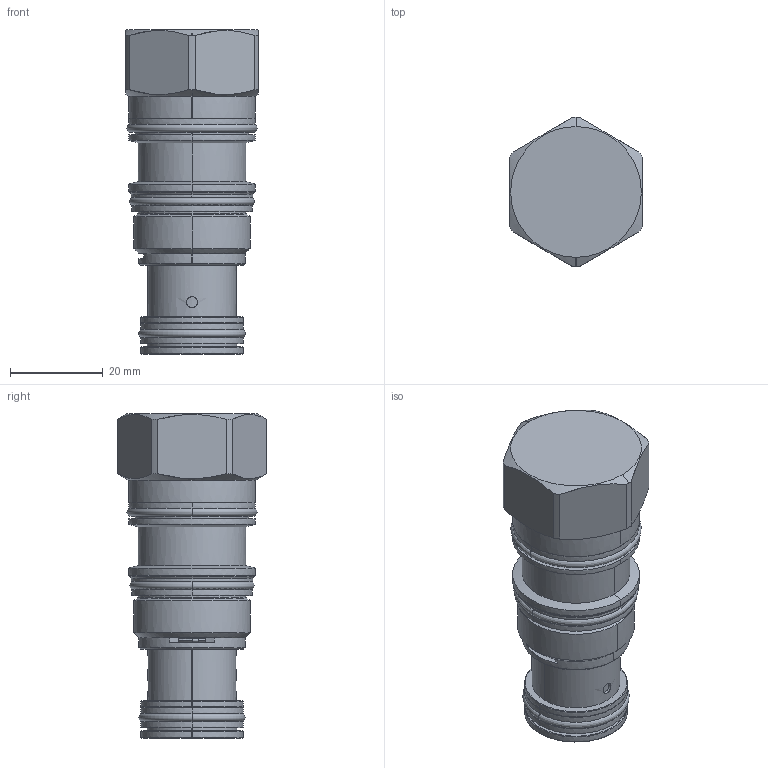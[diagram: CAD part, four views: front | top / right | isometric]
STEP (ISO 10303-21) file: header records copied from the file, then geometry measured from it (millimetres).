
FILE_DESCRIPTION((''),'2;1');
FILE_NAME('COFOXDN_SW_PRT','2021-04-23T',('charlief'),(''),'PRO/ENGINEER BY PARAMETRIC TECHNOLOGY CORPORATION, 2016010','PRO/ENGINEER BY PARAMETRIC TECHNOLOGY CORPORATION, 2016010','');
FILE_SCHEMA(('CONFIG_CONTROL_DESIGN'));
Length unit declared in the file: inch
Products named in the file (1): COFOXDN_SW_PRT
Bounding box: 28.57 x 32.21 x 69.9 mm (x, y, z)
Surface area: 13235.2 mm2 (no closed solid volume)
Topology: 0 solids, 0 shells, 177 faces, 816 edges, 798 vertices
Faces by surface type: bspline 148, torus 29
Entity records: 29891 total; most frequent: CARTESIAN_POINT 22649, DIRECTION 1220, TRIMMED_CURVE 942, DEFINITIONAL_REPRESENTATION 780, PCURVE 780, COMPOSITE_CURVE_SEGMENT 780, VECTOR 722, LINE 722
